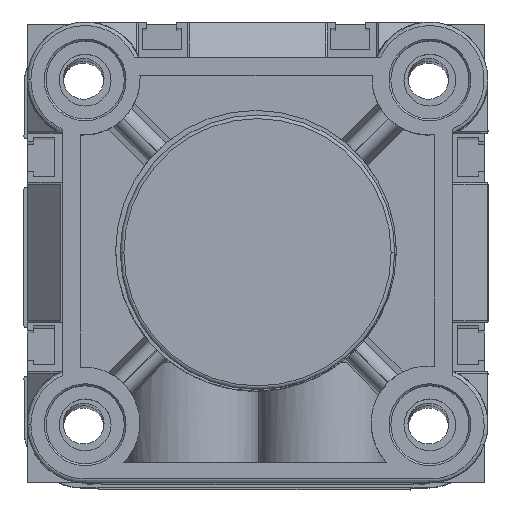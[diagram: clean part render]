
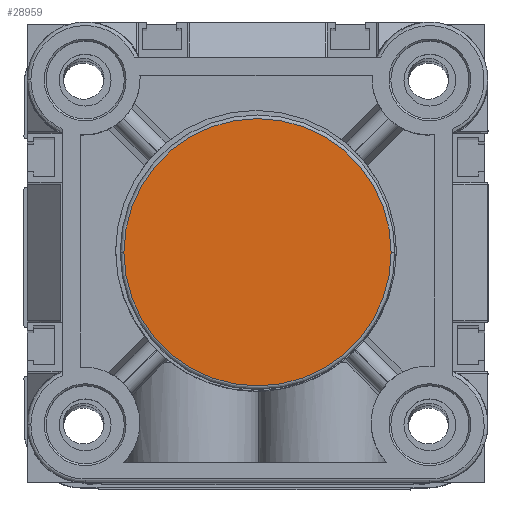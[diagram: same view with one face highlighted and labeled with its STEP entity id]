
A CAD part, top view. The second image highlights one B-rep face of the part: STEP entity #28959.
In plain terms, the highlighted face is planar.
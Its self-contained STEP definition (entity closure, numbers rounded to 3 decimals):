
#1815 = CARTESIAN_POINT ( 'NONE',  ( 0., 0., -3.95 ) ) ;
#3298 = CARTESIAN_POINT ( 'NONE',  ( 10.1, 32., -3.95 ) ) ;
#3495 = VERTEX_POINT ( 'NONE', #9127 ) ;
#4472 = DIRECTION ( 'NONE',  ( 1., 0., 0. ) ) ;
#5284 = EDGE_CURVE ( 'NONE', #17964, #3495, #11929, .T. ) ;
#6942 = FACE_OUTER_BOUND ( 'NONE', #24962, .T. ) ;
#9127 = CARTESIAN_POINT ( 'NONE',  ( 53.9, 32., -3.95 ) ) ;
#10258 = DIRECTION ( 'NONE',  ( 0., 0., -1. ) ) ;
#11083 = EDGE_CURVE ( 'NONE', #3495, #17964, #14505, .T. ) ;
#11479 = AXIS2_PLACEMENT_3D ( 'NONE', #25804, #10258, #28432 ) ;
#11929 = CIRCLE ( 'NONE', #11479, 21.9 ) ;
#12241 = PLANE ( 'NONE',  #20199 ) ;
#12993 = ORIENTED_EDGE ( 'NONE', *, *, #11083, .T. ) ;
#13167 = DIRECTION ( 'NONE',  ( 0., 0., -1. ) ) ;
#14505 = CIRCLE ( 'NONE', #18598, 21.9 ) ;
#16541 = ORIENTED_EDGE ( 'NONE', *, *, #5284, .T. ) ;
#17964 = VERTEX_POINT ( 'NONE', #3298 ) ;
#18598 = AXIS2_PLACEMENT_3D ( 'NONE', #28725, #13167, #31332 ) ;
#20073 = DIRECTION ( 'NONE',  ( 0., 0., 1. ) ) ;
#20199 = AXIS2_PLACEMENT_3D ( 'NONE', #1815, #20073, #4472 ) ;
#24962 = EDGE_LOOP ( 'NONE', ( #12993, #16541 ) ) ;
#25804 = CARTESIAN_POINT ( 'NONE',  ( 32., 32., -3.95 ) ) ;
#28432 = DIRECTION ( 'NONE',  ( 1., 0., 0. ) ) ;
#28725 = CARTESIAN_POINT ( 'NONE',  ( 32., 32., -3.95 ) ) ;
#28959 = ADVANCED_FACE ( 'NONE', ( #6942 ), #12241, .F. ) ;
#31332 = DIRECTION ( 'NONE',  ( 1., 0., 0. ) ) ;
